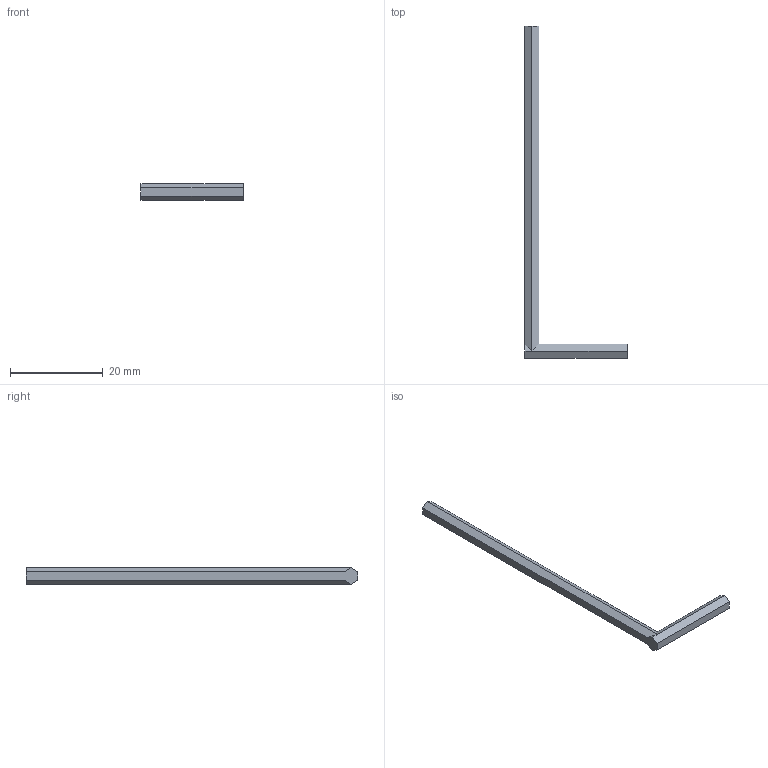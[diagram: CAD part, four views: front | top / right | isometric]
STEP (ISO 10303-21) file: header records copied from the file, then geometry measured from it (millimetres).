
FILE_DESCRIPTION (( 'STEP AP203' ), '1' );
FILE_NAME ('Tourneur vis_Default_sldprt.STEP', '2018-04-16T08:21:45', ( '' ), ( '' ), 'SwSTEP 2.0', 'SolidWorks 2016', '' );
FILE_SCHEMA (( 'CONFIG_CONTROL_DESIGN' ));
Length unit declared in the file: millimetre
Products named in the file (1): Tourneur vis_Default_sldprt
Bounding box: 22 x 71.5 x 3.46 mm (x, y, z)
Volume: 695.8 mm3; surface area: 1000.9 mm2
Topology: 1 solids, 1 shells, 19 faces, 42 edges, 26 vertices
Faces by surface type: plane 17, cylinder 2
Entity records: 589 total; most frequent: CARTESIAN_POINT 88, DIRECTION 86, ORIENTED_EDGE 84, EDGE_CURVE 42, VECTOR 38, LINE 38, VERTEX_POINT 26, AXIS2_PLACEMENT_3D 24
